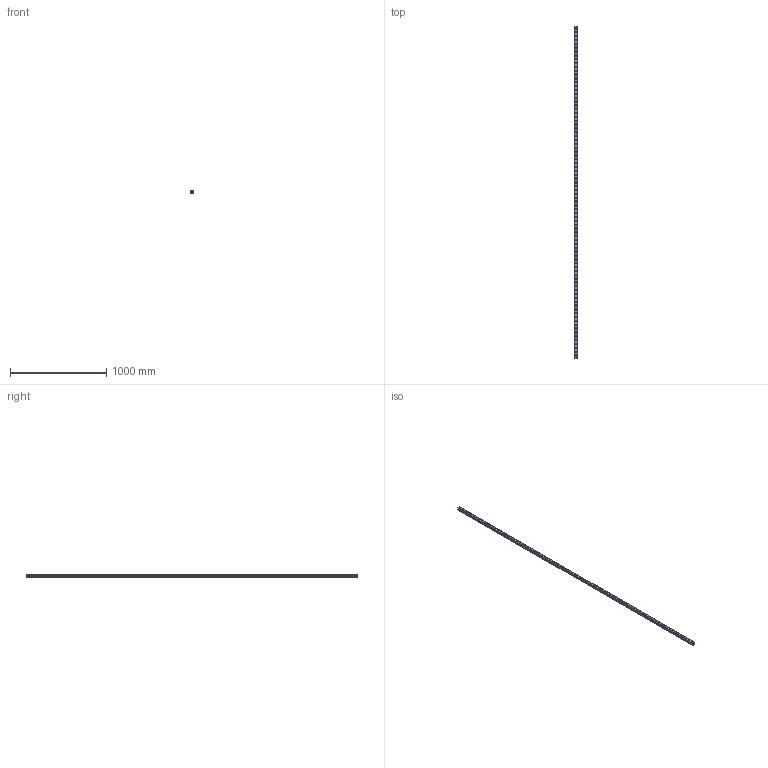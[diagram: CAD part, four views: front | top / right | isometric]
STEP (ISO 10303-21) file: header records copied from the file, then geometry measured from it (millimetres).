
FILE_DESCRIPTION(('STEP AP214'),'1');
FILE_NAME('cctmp_792B6C40-AF1B-44C6-84C2-607B2587009F_2021_03_11_16_14_43_0881..stp','2021-03-11T15:14:44',('HIWIN GmbH'),('CADClick - www.CADClick.com'),'Spatial InterOp 3D',' ','unknown authorization');
FILE_SCHEMA(('AUTOMOTIVE_DESIGN'));
Length unit declared in the file: millimetre
Products named in the file (1): RGR30R3450H_FILE
Bounding box: 28 x 3450 x 28 mm (x, y, z)
Volume: 1980500.8 mm3; surface area: 511225.9 mm2
Topology: 1 solids, 1 shells, 889 faces, 1875 edges, 1250 vertices
Faces by surface type: cylinder 534, plane 355
Entity records: 31473 total; most frequent: DIRECTION 4723, CARTESIAN_POINT 4015, ORIENTED_EDGE 3750, AXIS2_PLACEMENT_3D 1958, EDGE_CURVE 1875, VERTEX_POINT 1250, EDGE_LOOP 1151, CIRCLE 1068
